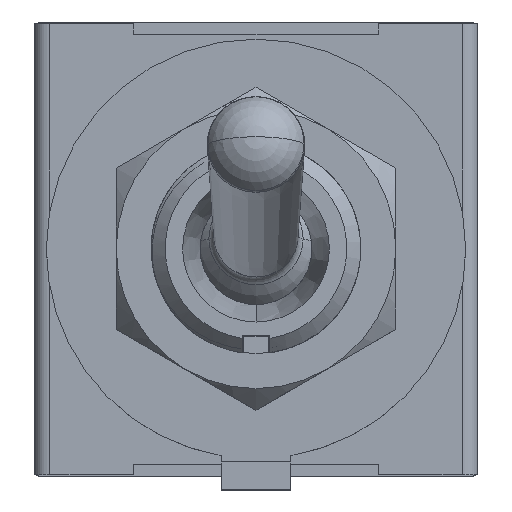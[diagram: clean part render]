
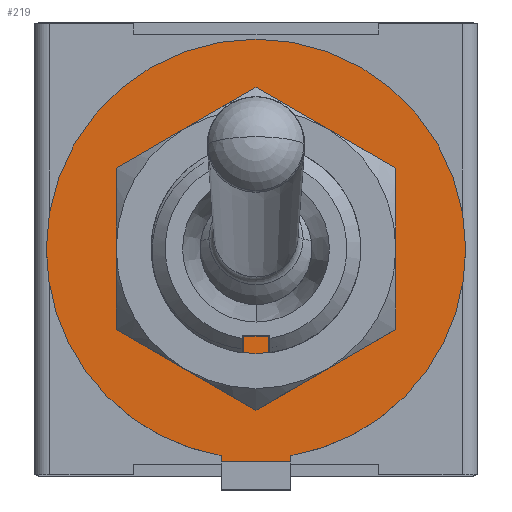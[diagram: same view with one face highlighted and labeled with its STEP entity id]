
A CAD part, top view. The second image highlights one B-rep face of the part: STEP entity #219.
In plain terms, the highlighted planar face has unit normal (0, 0, 1).
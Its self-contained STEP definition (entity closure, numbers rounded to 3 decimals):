
#219=ADVANCED_FACE('',(#838,#839),#840,.T.);
#838=FACE_OUTER_BOUND('',#3198,.T.);
#839=FACE_BOUND('',#3199,.T.);
#840=PLANE('',#3200);
#3198=EDGE_LOOP('',(#5764,#5765,#5766,#5767,#5768,#5769));
#3199=EDGE_LOOP('',(#5770,#5771,#5772,#5773,#5774,#5775));
#3200=AXIS2_PLACEMENT_3D('',#5776,#5777,#5778);
#5764=ORIENTED_EDGE('',*,*,#9515,.F.);
#5765=ORIENTED_EDGE('',*,*,#9502,.F.);
#5766=ORIENTED_EDGE('',*,*,#9506,.F.);
#5767=ORIENTED_EDGE('',*,*,#9516,.F.);
#5768=ORIENTED_EDGE('',*,*,#9517,.F.);
#5769=ORIENTED_EDGE('',*,*,#9518,.T.);
#5770=ORIENTED_EDGE('',*,*,#9519,.T.);
#5771=ORIENTED_EDGE('',*,*,#9514,.T.);
#5772=ORIENTED_EDGE('',*,*,#9511,.T.);
#5773=ORIENTED_EDGE('',*,*,#9520,.F.);
#5774=ORIENTED_EDGE('',*,*,#9521,.F.);
#5775=ORIENTED_EDGE('',*,*,#9522,.F.);
#5776=CARTESIAN_POINT('',(0.0,0.0,5.55));
#5777=DIRECTION('',(0.0,0.0,1.0));
#5778=DIRECTION('',(1.0,-0.0,0.0));
#9502=EDGE_CURVE('',#11108,#11110,#11111,.T.);
#9506=EDGE_CURVE('',#11115,#11108,#11118,.T.);
#9511=EDGE_CURVE('',#11120,#11125,#11127,.T.);
#9514=EDGE_CURVE('',#11129,#11120,#11132,.T.);
#9515=EDGE_CURVE('',#11110,#11133,#11134,.T.);
#9516=EDGE_CURVE('',#11135,#11115,#11136,.T.);
#9517=EDGE_CURVE('',#11137,#11135,#11138,.T.);
#9518=EDGE_CURVE('',#11137,#11133,#11139,.T.);
#9519=EDGE_CURVE('',#11140,#11129,#11141,.T.);
#9520=EDGE_CURVE('',#11142,#11125,#11143,.T.);
#9521=EDGE_CURVE('',#11144,#11142,#11145,.T.);
#9522=EDGE_CURVE('',#11140,#11144,#11146,.T.);
#11108=VERTEX_POINT('',#15127);
#11110=VERTEX_POINT('',#15130);
#11111=CIRCLE('',#15131,6.0);
#11115=VERTEX_POINT('',#15136);
#11118=CIRCLE('',#15140,6.0);
#11120=VERTEX_POINT('',#15142);
#11125=VERTEX_POINT('',#15148);
#11127=CIRCLE('',#15151,3.0);
#11129=VERTEX_POINT('',#15153);
#11132=CIRCLE('',#15157,3.0);
#11133=VERTEX_POINT('',#15158);
#11134=LINE('',#15159,#15160);
#11135=VERTEX_POINT('',#15161);
#11136=CIRCLE('',#15162,6.0);
#11137=VERTEX_POINT('',#15163);
#11138=LINE('',#15164,#15165);
#11139=LINE('',#15166,#15167);
#11140=VERTEX_POINT('',#15168);
#11141=CIRCLE('',#15169,3.0);
#11142=VERTEX_POINT('',#15170);
#11143=LINE('',#15171,#15172);
#11144=VERTEX_POINT('',#15173);
#11145=LINE('',#15174,#15175);
#11146=LINE('',#15176,#15177);
#15127=CARTESIAN_POINT('',(6.0,0.,5.55));
#15130=CARTESIAN_POINT('',(1.,-5.916,5.55));
#15131=AXIS2_PLACEMENT_3D('',#19297,#19298,#19299);
#15136=CARTESIAN_POINT('',(-6.0,0.,5.55));
#15140=AXIS2_PLACEMENT_3D('',#19305,#19306,#19307);
#15142=CARTESIAN_POINT('',(3.0,0.,5.55));
#15148=CARTESIAN_POINT('',(0.35,-2.98,5.55));
#15151=AXIS2_PLACEMENT_3D('',#19316,#19317,#19318);
#15153=CARTESIAN_POINT('',(-3.0,0.,5.55));
#15157=AXIS2_PLACEMENT_3D('',#19323,#19324,#19325);
#15158=CARTESIAN_POINT('',(1.,-6.1,5.55));
#15159=CARTESIAN_POINT('',(1.,-5.9,5.55));
#15160=VECTOR('',#19326,1000.0);
#15161=CARTESIAN_POINT('',(-1.0,-5.916,5.55));
#15162=AXIS2_PLACEMENT_3D('',#19327,#19328,#19329);
#15163=CARTESIAN_POINT('',(-1.0,-6.1,5.55));
#15164=CARTESIAN_POINT('',(-1.0,-5.9,5.55));
#15165=VECTOR('',#19330,1000.0);
#15166=CARTESIAN_POINT('',(0.,-6.1,5.55));
#15167=VECTOR('',#19331,1000.0);
#15168=CARTESIAN_POINT('',(-0.35,-2.98,5.55));
#15169=AXIS2_PLACEMENT_3D('',#19332,#19333,#19334);
#15170=CARTESIAN_POINT('',(0.35,-2.5,5.55));
#15171=CARTESIAN_POINT('',(0.35,-3.0,5.55));
#15172=VECTOR('',#19335,1000.0);
#15173=CARTESIAN_POINT('',(-0.35,-2.5,5.55));
#15174=CARTESIAN_POINT('',(0.,-2.5,5.55));
#15175=VECTOR('',#19336,1000.0);
#15176=CARTESIAN_POINT('',(-0.35,-3.0,5.55));
#15177=VECTOR('',#19337,1000.0);
#19297=CARTESIAN_POINT('',(0.0,0.0,5.55));
#19298=DIRECTION('',(0.0,0.0,-1.0));
#19299=DIRECTION('',(-1.0,0.,0.0));
#19305=CARTESIAN_POINT('',(0.0,0.0,5.55));
#19306=DIRECTION('',(0.0,0.0,-1.0));
#19307=DIRECTION('',(-1.0,0.,0.0));
#19316=CARTESIAN_POINT('',(0.0,0.0,5.55));
#19317=DIRECTION('',(0.0,0.0,-1.0));
#19318=DIRECTION('',(-1.0,0.,0.0));
#19323=CARTESIAN_POINT('',(0.0,0.0,5.55));
#19324=DIRECTION('',(0.0,0.0,-1.0));
#19325=DIRECTION('',(-1.0,0.,0.0));
#19326=DIRECTION('',(0.,-1.0,0.0));
#19327=CARTESIAN_POINT('',(0.0,0.0,5.55));
#19328=DIRECTION('',(0.0,0.0,-1.0));
#19329=DIRECTION('',(-1.0,0.,0.0));
#19330=DIRECTION('',(0.,1.0,-0.0));
#19331=DIRECTION('',(1.0,0.,0.0));
#19332=CARTESIAN_POINT('',(0.0,0.0,5.55));
#19333=DIRECTION('',(0.0,0.0,-1.0));
#19334=DIRECTION('',(-1.0,0.,0.0));
#19335=DIRECTION('',(0.,-1.0,0.0));
#19336=DIRECTION('',(1.0,0.,-0.0));
#19337=DIRECTION('',(0.,1.0,-0.0));
